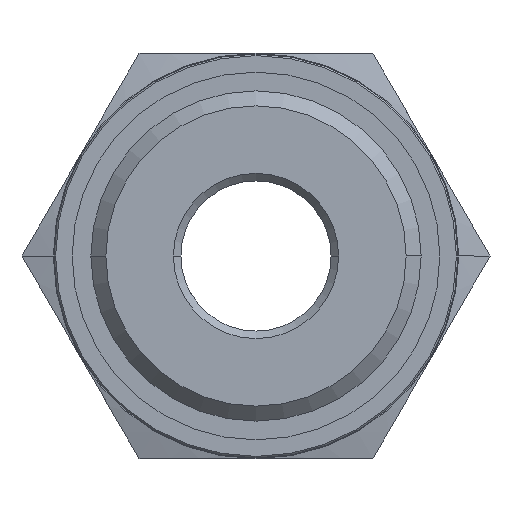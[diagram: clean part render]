
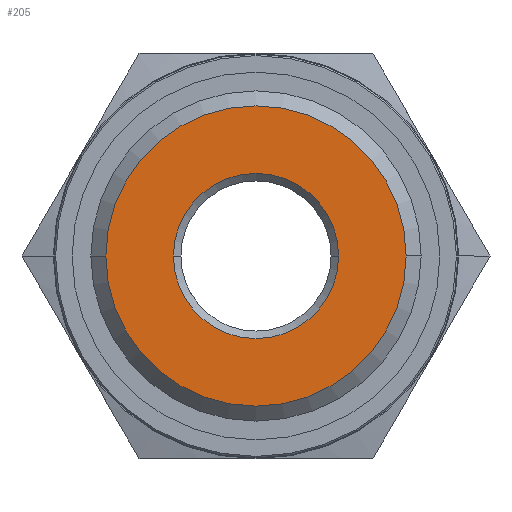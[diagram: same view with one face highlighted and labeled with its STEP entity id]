
A CAD part, left-side view. The second image highlights one B-rep face of the part: STEP entity #205.
In plain terms, the highlighted planar face has unit normal (-1, 0, 0).
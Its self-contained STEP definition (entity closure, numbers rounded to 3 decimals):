
#205 = ADVANCED_FACE( '', ( #470, #471 ), #472, .T. );
#470 = FACE_BOUND( '', #850, .T. );
#471 = FACE_OUTER_BOUND( '', #851, .T. );
#472 = PLANE( '', #852 );
#850 = EDGE_LOOP( '', ( #1686, #1687 ) );
#851 = EDGE_LOOP( '', ( #1688, #1689 ) );
#852 = AXIS2_PLACEMENT_3D( '', #1690, #1691, #1692 );
#1686 = ORIENTED_EDGE( '', *, *, #2662, .F. );
#1687 = ORIENTED_EDGE( '', *, *, #2456, .F. );
#1688 = ORIENTED_EDGE( '', *, *, #2498, .T. );
#1689 = ORIENTED_EDGE( '', *, *, #2663, .T. );
#1690 = CARTESIAN_POINT( '', ( -19.5, 7.75, 0. ) );
#1691 = DIRECTION( '', ( -1., 0., 0. ) );
#1692 = DIRECTION( '', ( 0., 1., 0. ) );
#2456 = EDGE_CURVE( '', #2920, #2916, #2922, .T. );
#2498 = EDGE_CURVE( '', #2995, #2997, #2999, .T. );
#2662 = EDGE_CURVE( '', #2916, #2920, #3265, .T. );
#2663 = EDGE_CURVE( '', #2997, #2995, #3266, .T. );
#2916 = VERTEX_POINT( '', #3604 );
#2920 = VERTEX_POINT( '', #3609 );
#2922 = CIRCLE( '', #3612, 5.5 );
#2995 = VERTEX_POINT( '', #3707 );
#2997 = VERTEX_POINT( '', #3710 );
#2999 = CIRCLE( '', #3713, 10. );
#3265 = CIRCLE( '', #4295, 5.5 );
#3266 = CIRCLE( '', #4296, 10. );
#3604 = CARTESIAN_POINT( '', ( -19.5, 5.5, 0. ) );
#3609 = CARTESIAN_POINT( '', ( -19.5, -5.5, 0. ) );
#3612 = AXIS2_PLACEMENT_3D( '', #4981, #4982, #4983 );
#3707 = CARTESIAN_POINT( '', ( -19.5, 10., 0. ) );
#3710 = CARTESIAN_POINT( '', ( -19.5, -10., 0. ) );
#3713 = AXIS2_PLACEMENT_3D( '', #5059, #5060, #5061 );
#4295 = AXIS2_PLACEMENT_3D( '', #5279, #5280, #5281 );
#4296 = AXIS2_PLACEMENT_3D( '', #5282, #5283, #5284 );
#4981 = CARTESIAN_POINT( '', ( -19.5, 0., 0. ) );
#4982 = DIRECTION( '', ( -1., 0., 0. ) );
#4983 = DIRECTION( '', ( 0., 1., 0. ) );
#5059 = CARTESIAN_POINT( '', ( -19.5, 0., 0. ) );
#5060 = DIRECTION( '', ( -1., 0., 0. ) );
#5061 = DIRECTION( '', ( 0., 1., 0. ) );
#5279 = CARTESIAN_POINT( '', ( -19.5, 0., 0. ) );
#5280 = DIRECTION( '', ( -1., 0., 0. ) );
#5281 = DIRECTION( '', ( 0., 1., 0. ) );
#5282 = CARTESIAN_POINT( '', ( -19.5, 0., 0. ) );
#5283 = DIRECTION( '', ( -1., 0., 0. ) );
#5284 = DIRECTION( '', ( 0., 1., 0. ) );
